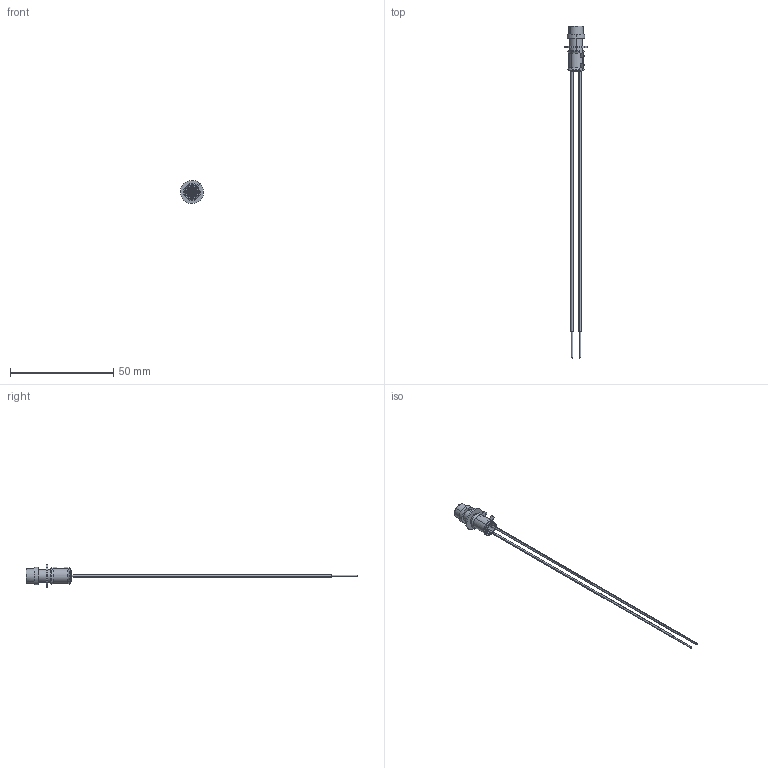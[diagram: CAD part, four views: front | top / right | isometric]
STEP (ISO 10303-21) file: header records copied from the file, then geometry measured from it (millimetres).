
FILE_DESCRIPTION (( 'STEP AP214' ), '1' );
FILE_NAME ('41_Leads_Hi-Hat.STEP', '2019-02-07T17:14:08', ( 'user' ), ( 'Microsoft' ), 'SwSTEP 2.0', 'SolidWorks 2018', '' );
FILE_SCHEMA (( 'AUTOMOTIVE_DESIGN' ));
Length unit declared in the file: foot
Products named in the file (6): 41_Leads_Hi-Hat; NW4; TC4; WIRE UL1061 PB AWG 24_6"; LENS 41 FRESNEL 50073_TYPE 41; SLEEVE 40-44 (SONIC WELD) 500007
Assembly tree (6 placements, depth 2):
  41_Leads_Hi-Hat
    SLEEVE 40-44 (SONIC WELD) 500007
    LENS 41 FRESNEL 50073_TYPE 41
    WIRE UL1061 PB AWG 24_6"  x2
    TC4
    NW4
Bounding box: 11.15 x 160.48 x 11.15 mm (x, y, z)
Volume: 708.5 mm3; surface area: 3678.5 mm2
Topology: 8 solids, 8 shells, 280 faces, 705 edges, 410 vertices
Faces by surface type: plane 107, cylinder 73, cone 48, bspline 40, torus 12
Entity records: 8809 total; most frequent: CARTESIAN_POINT 2112, ORIENTED_EDGE 1302, DIRECTION 1293, EDGE_CURVE 651, AXIS2_PLACEMENT_3D 469, VERTEX_POINT 398, VECTOR 355, LINE 355
